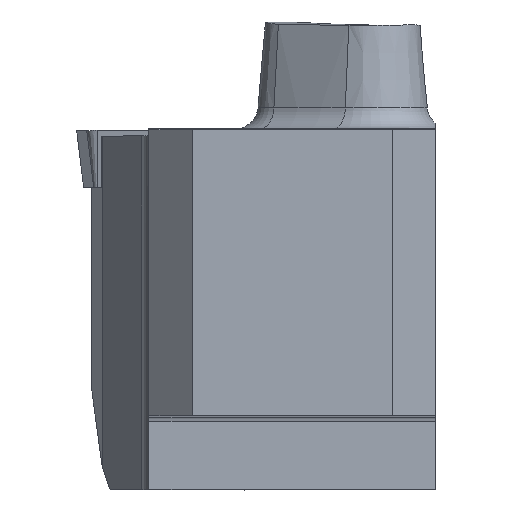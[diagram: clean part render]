
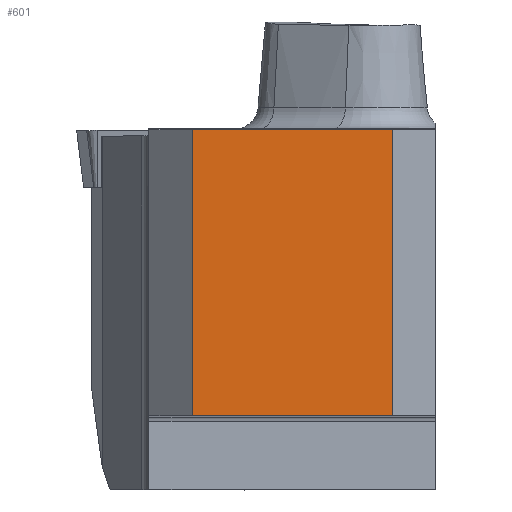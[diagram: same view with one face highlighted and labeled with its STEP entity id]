
A CAD part, top view. The second image highlights one B-rep face of the part: STEP entity #601.
In plain terms, the highlighted planar face has unit normal (0, 0, 1).
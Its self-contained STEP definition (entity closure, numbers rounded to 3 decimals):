
#259=FACE_OUTER_BOUND('',#796,.T.);
#372=LINE('',#2963,#495);
#373=LINE('',#2966,#496);
#374=LINE('',#2968,#497);
#375=LINE('',#2970,#498);
#495=VECTOR('',#2272,1.);
#496=VECTOR('',#2273,1.);
#497=VECTOR('',#2274,1.);
#498=VECTOR('',#2275,1.);
#601=ADVANCED_FACE('CU_BACK_SU1',(#259),#694,.F.);
#694=PLANE('',#1983);
#796=EDGE_LOOP('',(#1024,#1025,#1026,#1027));
#1024=ORIENTED_EDGE('',*,*,#1662,.F.);
#1025=ORIENTED_EDGE('',*,*,#1663,.T.);
#1026=ORIENTED_EDGE('',*,*,#1664,.T.);
#1027=ORIENTED_EDGE('',*,*,#1665,.F.);
#1469=VERTEX_POINT('',#2964);
#1470=VERTEX_POINT('',#2965);
#1471=VERTEX_POINT('',#2967);
#1472=VERTEX_POINT('',#2969);
#1662=EDGE_CURVE('',#1469,#1470,#372,.T.);
#1663=EDGE_CURVE('',#1469,#1471,#373,.T.);
#1664=EDGE_CURVE('',#1471,#1472,#374,.T.);
#1665=EDGE_CURVE('',#1470,#1472,#375,.T.);
#1983=AXIS2_PLACEMENT_3D('',#2971,#2276,#2277);
#2272=DIRECTION('',(0.,1.,0.));
#2273=DIRECTION('',(1.,0.,0.));
#2274=DIRECTION('',(0.,1.,0.));
#2275=DIRECTION('',(1.,0.,0.));
#2276=DIRECTION('',(0.,0.,-1.));
#2277=DIRECTION('',(-1.,0.,0.));
#2963=CARTESIAN_POINT('',(-16.925,0.,0.));
#2964=CARTESIAN_POINT('',(-16.925,0.,0.));
#2965=CARTESIAN_POINT('',(-16.925,19.925,0.));
#2966=CARTESIAN_POINT('',(-110.,0.,0.));
#2967=CARTESIAN_POINT('',(-3.,0.,0.));
#2968=CARTESIAN_POINT('',(-3.,0.,0.));
#2969=CARTESIAN_POINT('',(-3.,19.925,0.));
#2970=CARTESIAN_POINT('',(-110.,19.925,0.));
#2971=CARTESIAN_POINT('',(22.996,39.925,0.));
